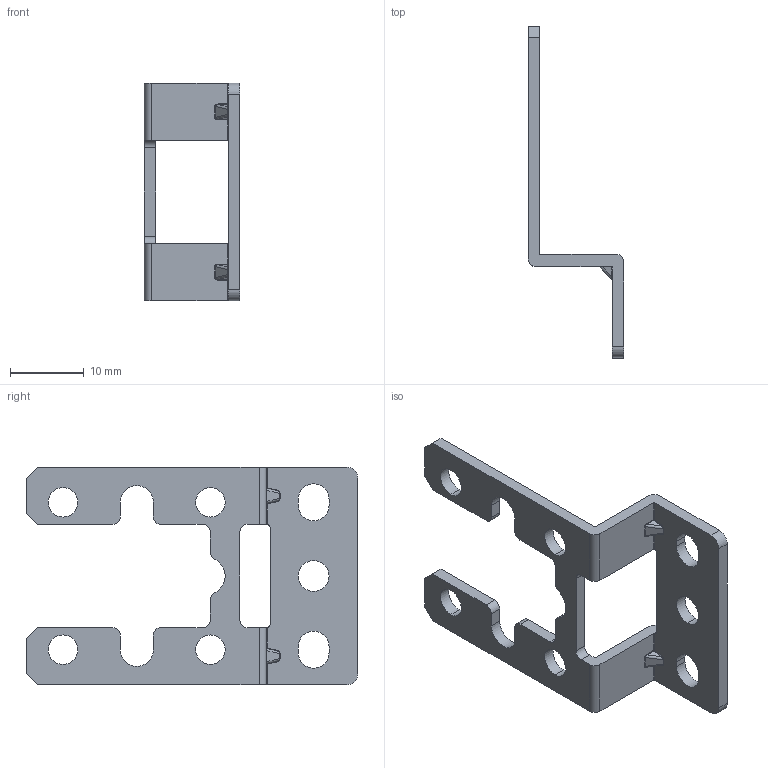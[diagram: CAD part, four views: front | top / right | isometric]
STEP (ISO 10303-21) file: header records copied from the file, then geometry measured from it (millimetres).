
FILE_DESCRIPTION((''),'2;1');
FILE_NAME('I-0267-A2','2020-06-02T',('Vince.Chen'),(''),'CREO PARAMETRIC BY PTC INC, 2014500','CREO PARAMETRIC BY PTC INC, 2014500','');
FILE_SCHEMA(('CONFIG_CONTROL_DESIGN'));
Length unit declared in the file: millimetre
Products named in the file (1): I-0267-A2
Bounding box: 13 x 45 x 29.5 mm (x, y, z)
Volume: 1506.7 mm3; surface area: 2483.3 mm2
Topology: 1 solids, 1 shells, 110 faces, 302 edges, 192 vertices
Faces by surface type: cylinder 57, plane 41, bspline 8, sphere 4
Entity records: 3908 total; most frequent: CARTESIAN_POINT 1018, ORIENTED_EDGE 604, DIRECTION 596, EDGE_CURVE 302, AXIS2_PLACEMENT_3D 208, VERTEX_POINT 192, VECTOR 180, LINE 180
